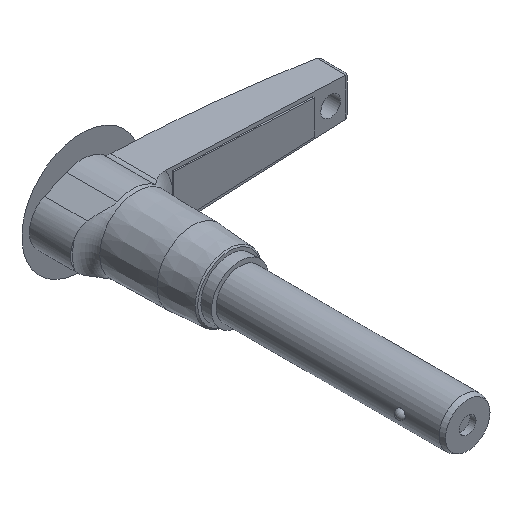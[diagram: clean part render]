
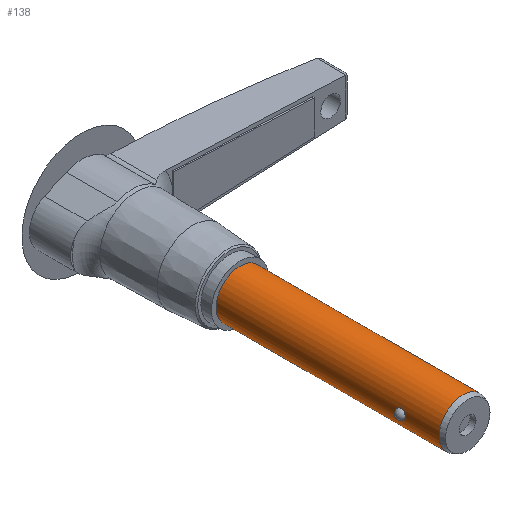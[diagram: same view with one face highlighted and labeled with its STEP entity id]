
A CAD part, isometric view. The second image highlights one B-rep face of the part: STEP entity #138.
In plain terms, the highlighted cylindrical face has radius 4 mm (diameter 8 mm), a full revolution.
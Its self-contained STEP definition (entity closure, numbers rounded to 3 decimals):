
#138 = ADVANCED_FACE( '', ( #290, #291, #292, #293 ), #294, .T. );
#290 = FACE_OUTER_BOUND( '', #479, .T. );
#291 = FACE_BOUND( '', #480, .T. );
#292 = FACE_BOUND( '', #481, .T. );
#293 = FACE_OUTER_BOUND( '', #482, .T. );
#294 = CYLINDRICAL_SURFACE( '', #483, 4. );
#479 = EDGE_LOOP( '', ( #789 ) );
#480 = EDGE_LOOP( '', ( #790 ) );
#481 = EDGE_LOOP( '', ( #791 ) );
#482 = EDGE_LOOP( '', ( #792 ) );
#483 = AXIS2_PLACEMENT_3D( '', #793, #794, #795 );
#789 = ORIENTED_EDGE( '', *, *, #921, .F. );
#790 = ORIENTED_EDGE( '', *, *, #856, .T. );
#791 = ORIENTED_EDGE( '', *, *, #899, .T. );
#792 = ORIENTED_EDGE( '', *, *, #956, .T. );
#793 = CARTESIAN_POINT( '', ( 0., -38., 0. ) );
#794 = DIRECTION( '', ( 0., 1., 0. ) );
#795 = DIRECTION( '', ( 0., 0., -1. ) );
#856 = EDGE_CURVE( '', #993, #993, #994, .T. );
#899 = EDGE_CURVE( '', #1062, #1062, #1063, .T. );
#921 = EDGE_CURVE( '', #1095, #1095, #1096, .T. );
#956 = EDGE_CURVE( '', #1143, #1143, #1144, .T. );
#993 = VERTEX_POINT( '', #1187 );
#994 = B_SPLINE_CURVE_WITH_KNOTS( '', 3, ( #1188, #1189, #1190, #1191, #1192, #1193, #1194, #1195, #1196, #1197, #1198, #1199, #1200, #1201, #1202, #1203, #1204, #1205, #1206, #1207, #1208, #1209, #1210, #1211, #1212, #1213, #1214, #1215 ), .UNSPECIFIED., .T., .F., ( 2, 2, 2, 2, 2, 2, 2, 2, 2, 2, 2, 2, 2, 2, 2, 2 ), ( -0.001, 0., 0., 0.001, 0.001, 0.002, 0.002, 0.002, 0.002, 0.003, 0.003, 0.004, 0.004, 0.004, 0.005, 0.005 ), .UNSPECIFIED. );
#1062 = VERTEX_POINT( '', #1355 );
#1063 = B_SPLINE_CURVE_WITH_KNOTS( '', 3, ( #1356, #1357, #1358, #1359, #1360, #1361, #1362, #1363, #1364, #1365, #1366, #1367, #1368, #1369, #1370, #1371, #1372, #1373, #1374, #1375, #1376, #1377, #1378, #1379, #1380, #1381, #1382, #1383 ), .UNSPECIFIED., .T., .F., ( 2, 2, 2, 2, 2, 2, 2, 2, 2, 2, 2, 2, 2, 2, 2, 2 ), ( -0.001, 0., 0., 0.001, 0.001, 0.002, 0.002, 0.002, 0.002, 0.003, 0.003, 0.004, 0.004, 0.004, 0.005, 0.005 ), .UNSPECIFIED. );
#1095 = VERTEX_POINT( '', #1444 );
#1096 = CIRCLE( '', #1445, 4. );
#1143 = VERTEX_POINT( '', #1580 );
#1144 = CIRCLE( '', #1581, 4. );
#1187 = CARTESIAN_POINT( '', ( 3.921, -30.79, 0.79 ) );
#1188 = CARTESIAN_POINT( '', ( 3.921, -30.999, 0.79 ) );
#1189 = CARTESIAN_POINT( '', ( 3.921, -30.686, 0.79 ) );
#1190 = CARTESIAN_POINT( '', ( 3.926, -30.583, 0.769 ) );
#1191 = CARTESIAN_POINT( '', ( 3.94, -30.392, 0.69 ) );
#1192 = CARTESIAN_POINT( '', ( 3.951, -30.305, 0.631 ) );
#1193 = CARTESIAN_POINT( '', ( 3.981, -30.088, 0.413 ) );
#1194 = CARTESIAN_POINT( '', ( 4., -30.004, 0.207 ) );
#1195 = CARTESIAN_POINT( '', ( 4., -30.004, -0.103 ) );
#1196 = CARTESIAN_POINT( '', ( 3.996, -30.024, -0.206 ) );
#1197 = CARTESIAN_POINT( '', ( 3.981, -30.102, -0.398 ) );
#1198 = CARTESIAN_POINT( '', ( 3.971, -30.16, -0.485 ) );
#1199 = CARTESIAN_POINT( '', ( 3.95, -30.306, -0.632 ) );
#1200 = CARTESIAN_POINT( '', ( 3.94, -30.392, -0.69 ) );
#1201 = CARTESIAN_POINT( '', ( 3.926, -30.583, -0.769 ) );
#1202 = CARTESIAN_POINT( '', ( 3.921, -30.687, -0.79 ) );
#1203 = CARTESIAN_POINT( '', ( 3.921, -30.893, -0.79 ) );
#1204 = CARTESIAN_POINT( '', ( 3.926, -30.997, -0.769 ) );
#1205 = CARTESIAN_POINT( '', ( 3.94, -31.187, -0.691 ) );
#1206 = CARTESIAN_POINT( '', ( 3.95, -31.274, -0.632 ) );
#1207 = CARTESIAN_POINT( '', ( 3.981, -31.492, -0.413 ) );
#1208 = CARTESIAN_POINT( '', ( 4., -31.576, -0.208 ) );
#1209 = CARTESIAN_POINT( '', ( 4., -31.576, 0.104 ) );
#1210 = CARTESIAN_POINT( '', ( 3.996, -31.556, 0.207 ) );
#1211 = CARTESIAN_POINT( '', ( 3.981, -31.478, 0.397 ) );
#1212 = CARTESIAN_POINT( '', ( 3.971, -31.42, 0.485 ) );
#1213 = CARTESIAN_POINT( '', ( 3.94, -31.203, 0.704 ) );
#1214 = CARTESIAN_POINT( '', ( 3.921, -30.999, 0.79 ) );
#1215 = CARTESIAN_POINT( '', ( 3.921, -30.686, 0.79 ) );
#1355 = CARTESIAN_POINT( '', ( -3.921, -30.79, 0.79 ) );
#1356 = CARTESIAN_POINT( '', ( -3.921, -30.581, 0.79 ) );
#1357 = CARTESIAN_POINT( '', ( -3.921, -30.894, 0.79 ) );
#1358 = CARTESIAN_POINT( '', ( -3.926, -30.997, 0.769 ) );
#1359 = CARTESIAN_POINT( '', ( -3.94, -31.188, 0.69 ) );
#1360 = CARTESIAN_POINT( '', ( -3.951, -31.275, 0.631 ) );
#1361 = CARTESIAN_POINT( '', ( -3.981, -31.492, 0.413 ) );
#1362 = CARTESIAN_POINT( '', ( -4., -31.576, 0.207 ) );
#1363 = CARTESIAN_POINT( '', ( -4., -31.576, -0.103 ) );
#1364 = CARTESIAN_POINT( '', ( -3.996, -31.556, -0.206 ) );
#1365 = CARTESIAN_POINT( '', ( -3.981, -31.478, -0.398 ) );
#1366 = CARTESIAN_POINT( '', ( -3.971, -31.42, -0.485 ) );
#1367 = CARTESIAN_POINT( '', ( -3.95, -31.274, -0.632 ) );
#1368 = CARTESIAN_POINT( '', ( -3.94, -31.188, -0.69 ) );
#1369 = CARTESIAN_POINT( '', ( -3.926, -30.997, -0.769 ) );
#1370 = CARTESIAN_POINT( '', ( -3.921, -30.893, -0.79 ) );
#1371 = CARTESIAN_POINT( '', ( -3.921, -30.687, -0.79 ) );
#1372 = CARTESIAN_POINT( '', ( -3.926, -30.583, -0.769 ) );
#1373 = CARTESIAN_POINT( '', ( -3.94, -30.393, -0.691 ) );
#1374 = CARTESIAN_POINT( '', ( -3.95, -30.306, -0.632 ) );
#1375 = CARTESIAN_POINT( '', ( -3.981, -30.088, -0.413 ) );
#1376 = CARTESIAN_POINT( '', ( -4., -30.004, -0.208 ) );
#1377 = CARTESIAN_POINT( '', ( -4., -30.004, 0.104 ) );
#1378 = CARTESIAN_POINT( '', ( -3.996, -30.024, 0.207 ) );
#1379 = CARTESIAN_POINT( '', ( -3.981, -30.102, 0.397 ) );
#1380 = CARTESIAN_POINT( '', ( -3.971, -30.16, 0.485 ) );
#1381 = CARTESIAN_POINT( '', ( -3.94, -30.377, 0.704 ) );
#1382 = CARTESIAN_POINT( '', ( -3.921, -30.581, 0.79 ) );
#1383 = CARTESIAN_POINT( '', ( -3.921, -30.894, 0.79 ) );
#1444 = CARTESIAN_POINT( '', ( 0., -37.21, -4. ) );
#1445 = AXIS2_PLACEMENT_3D( '', #1690, #1691, #1692 );
#1580 = CARTESIAN_POINT( '', ( 0., 0., -4. ) );
#1581 = AXIS2_PLACEMENT_3D( '', #1722, #1723, #1724 );
#1690 = CARTESIAN_POINT( '', ( 0., -37.21, 0. ) );
#1691 = DIRECTION( '', ( 0., -1., 0. ) );
#1692 = DIRECTION( '', ( 0., 0., -1. ) );
#1722 = CARTESIAN_POINT( '', ( 0., 0., 0. ) );
#1723 = DIRECTION( '', ( 0., -1., 0. ) );
#1724 = DIRECTION( '', ( 0., 0., -1. ) );
